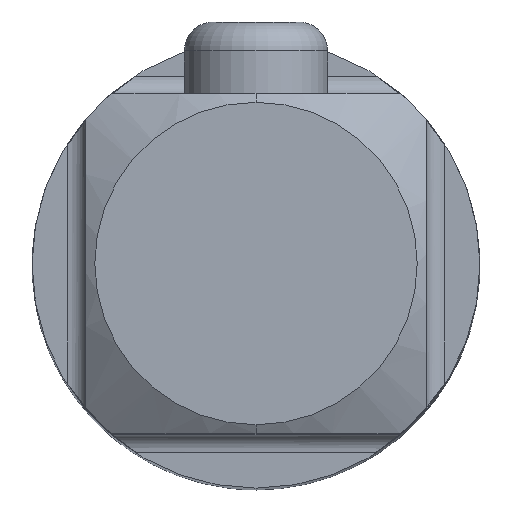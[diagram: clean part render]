
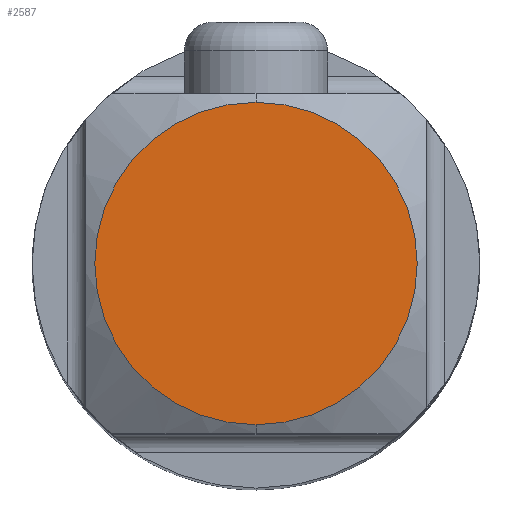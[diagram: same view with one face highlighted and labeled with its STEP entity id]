
A CAD part, top view. The second image highlights one B-rep face of the part: STEP entity #2587.
In plain terms, the highlighted planar face has unit normal (0, 0, 1).
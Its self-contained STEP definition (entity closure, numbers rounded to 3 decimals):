
#1117=CARTESIAN_POINT('',(0.,0.,75.));
#1118=DIRECTION('',(0.,0.,-1.));
#1119=DIRECTION('',(0.,1.,0.));
#1120=AXIS2_PLACEMENT_3D('',#1117,#1118,#1119);
#1125=CARTESIAN_POINT('',(0.,0.,75.));
#1126=DIRECTION('',(0.,0.,-1.));
#1127=DIRECTION('',(0.,-1.,0.));
#1128=AXIS2_PLACEMENT_3D('',#1125,#1126,#1127);
#1626=CARTESIAN_POINT('',(0.,4.5,75.));
#1627=CARTESIAN_POINT('',(0.,-4.5,75.));
#1628=VERTEX_POINT('',#1626);
#1629=VERTEX_POINT('',#1627);
#2577=CARTESIAN_POINT('',(0.,0.,75.));
#2578=DIRECTION('',(0.,0.,1.));
#2579=DIRECTION('',(0.,1.,0.));
#2580=AXIS2_PLACEMENT_3D('',#2577,#2578,#2579);
#2581=PLANE('',#2580);
#2583=ORIENTED_EDGE('',*,*,#2582,.T.);
#2584=ORIENTED_EDGE('',*,*,#2561,.T.);
#2585=EDGE_LOOP('',(#2583,#2584));
#2586=FACE_OUTER_BOUND('',#2585,.F.);
#2587=ADVANCED_FACE('',(#2586),#2581,.T.);
#1121=CIRCLE('',#1120,4.5);
#1129=CIRCLE('',#1128,4.5);
#2561=EDGE_CURVE('',#1629,#1628,#1129,.T.);
#2582=EDGE_CURVE('',#1628,#1629,#1121,.T.);
